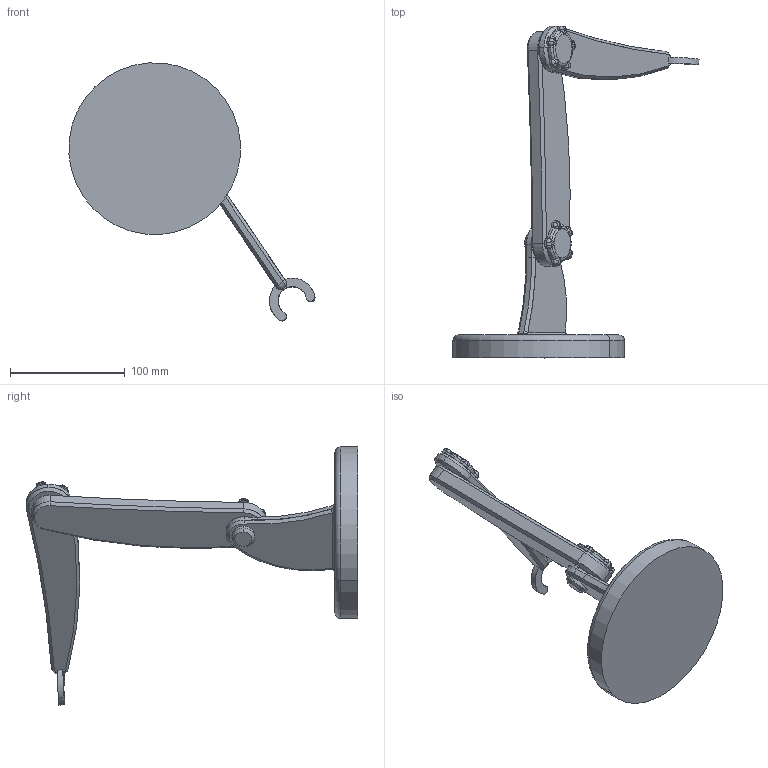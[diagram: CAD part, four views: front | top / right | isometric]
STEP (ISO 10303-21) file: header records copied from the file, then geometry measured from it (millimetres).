
FILE_DESCRIPTION(/* description */ ('SolidWorks IGES file using analytic representation for surfaces ','CAx-IF Rec.Pracs.---Representation and Presentation of Product Manufacturing Information (PMI)---4.0---2014-10-13'),/* implementation_level */ '2;1');
FILE_NAME(/* name */ 'PLANAR_ROBOT.step',/* time_stamp */ '2025-03-12T16:57:02+01:00',/* author */ (''),/* organization */ (''),/* preprocessor_version */ 'ST-DEVELOPER v20',/* originating_system */ 'Autodesk Translation Framework v13.20.0.188',/* authorisation */ '');
FILE_SCHEMA (('AP242_MANAGED_MODEL_BASED_3D_ENGINEERING_MIM_LF { 1 0 10303 442 1 1 4 }'));
Length unit declared in the file: millimetre
Products named in the file (5): TWO_link_ROBOTIC_ARM_ASSEMBLY; TWO_link_ROBOTIC_ARM_ASSEMBLY_1; Part_0_LINK_0; Part_1_Arm_1; Part_2_Arm_2
Assembly tree (4 placements, depth 3):
  TWO_link_ROBOTIC_ARM_ASSEMBLY
    TWO_link_ROBOTIC_ARM_ASSEMBLY_1
      Part_0_LINK_0
      Part_1_Arm_1
      Part_2_Arm_2
Bounding box: 214.75 x 289.59 x 225.3 mm (x, y, z)
Surface area: 93776.1 mm2 (no closed solid volume)
Topology: 0 solids, 258 shells, 258 faces, 1184 edges, 1154 vertices
Faces by surface type: cylinder 109, plane 57, cone 46, sphere 26, torus 14, bspline 6
Entity records: 17344 total; most frequent: CARTESIAN_POINT 7377, DIRECTION 2114, VERTEX_POINT 1154, EDGE_CURVE 1154, ORIENTED_EDGE 1154, AXIS2_PLACEMENT_3D 811, CIRCLE 550, LINE 492
